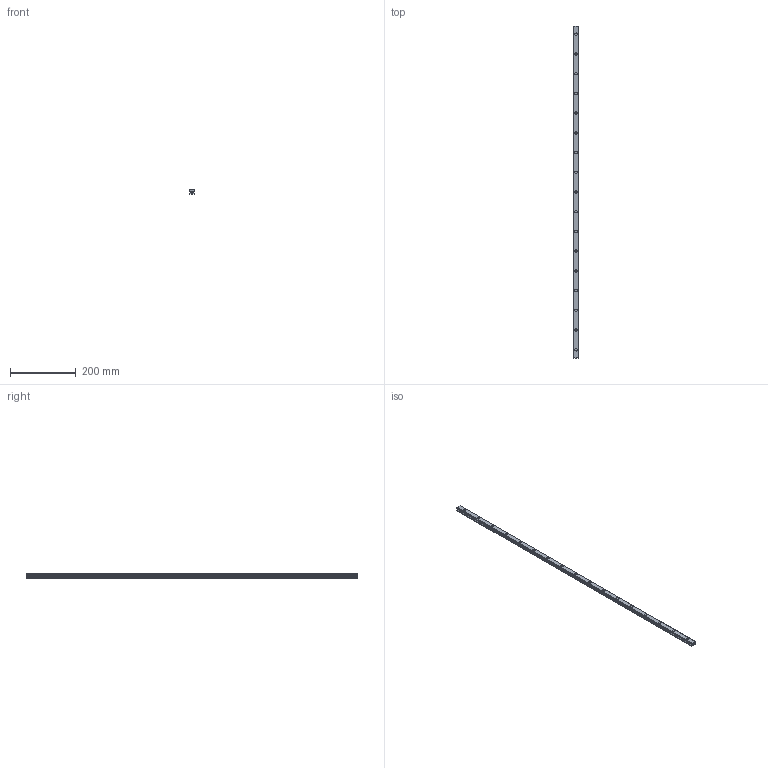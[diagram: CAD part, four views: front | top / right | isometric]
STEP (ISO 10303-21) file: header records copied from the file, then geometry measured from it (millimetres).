
FILE_DESCRIPTION(('STEP AP214'),'1');
FILE_NAME('cctmp_031279B4-3B11-453E-B2BA-B77E54A0F530_2021_02_03_10_59_09_0405..stp','2021-02-03T09:59:09',('HIWIN GmbH'),('CADClick - www.CADClick.com'),'Spatial InterOp 3D',' ','unknown authorization');
FILE_SCHEMA(('AUTOMOTIVE_DESIGN'));
Length unit declared in the file: millimetre
Products named in the file (1): EGR15U1010C_FILE
Bounding box: 15 x 1010 x 12.5 mm (x, y, z)
Volume: 160840.3 mm3; surface area: 61766.3 mm2
Topology: 1 solids, 1 shells, 273 faces, 699 edges, 466 vertices
Faces by surface type: plane 153, cylinder 120
Entity records: 10609 total; most frequent: DIRECTION 1555, CARTESIAN_POINT 1439, ORIENTED_EDGE 1398, EDGE_CURVE 699, AXIS2_PLACEMENT_3D 582, VERTEX_POINT 466, LINE 391, VECTOR 391
